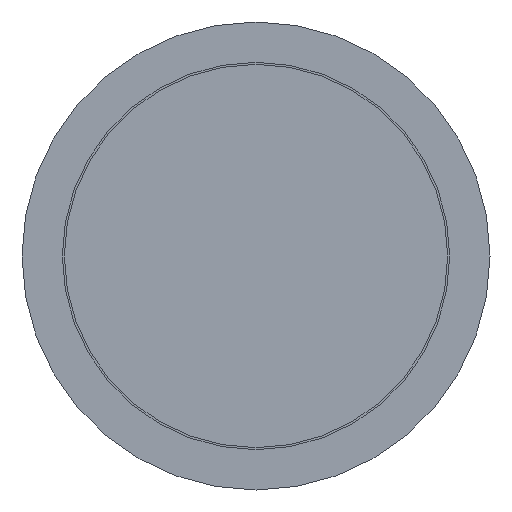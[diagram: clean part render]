
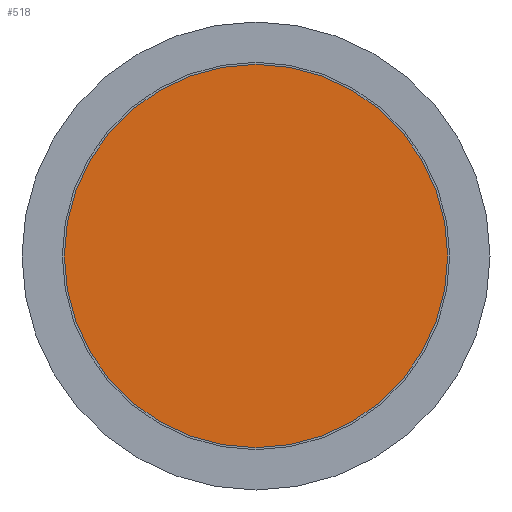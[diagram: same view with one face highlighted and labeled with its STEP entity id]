
A CAD part, front view. The second image highlights one B-rep face of the part: STEP entity #518.
In plain terms, the highlighted planar face has unit normal (0, -1, 0).
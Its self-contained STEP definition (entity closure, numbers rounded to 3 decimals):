
#17 = EDGE_CURVE ( 'NONE', #189, #189, #425, .T. ) ;
#22 = DIRECTION ( 'NONE',  ( 0., 1., 0. ) ) ;
#23 = CARTESIAN_POINT ( 'NONE',  ( 0., 0., 0. ) ) ;
#113 = CARTESIAN_POINT ( 'NONE',  ( -23.75, 0., 0. ) ) ;
#148 = FACE_OUTER_BOUND ( 'NONE', #232, .T. ) ;
#165 = ORIENTED_EDGE ( 'NONE', *, *, #17, .T. ) ;
#189 = VERTEX_POINT ( 'NONE', #400 ) ;
#200 = DIRECTION ( 'NONE',  ( 0., -1., 0. ) ) ;
#232 = EDGE_LOOP ( 'NONE', ( #165 ) ) ;
#239 = AXIS2_PLACEMENT_3D ( 'NONE', #113, #22, #313 ) ;
#313 = DIRECTION ( 'NONE',  ( 0., 0., 1. ) ) ;
#400 = CARTESIAN_POINT ( 'NONE',  ( 0., 0., -23.75 ) ) ;
#425 = CIRCLE ( 'NONE', #504, 23.75 ) ;
#489 = PLANE ( 'NONE',  #239 ) ;
#504 = AXIS2_PLACEMENT_3D ( 'NONE', #23, #200, #535 ) ;
#518 = ADVANCED_FACE ( 'NONE', ( #148 ), #489, .F. ) ;
#535 = DIRECTION ( 'NONE',  ( 0., 0., -1. ) ) ;
